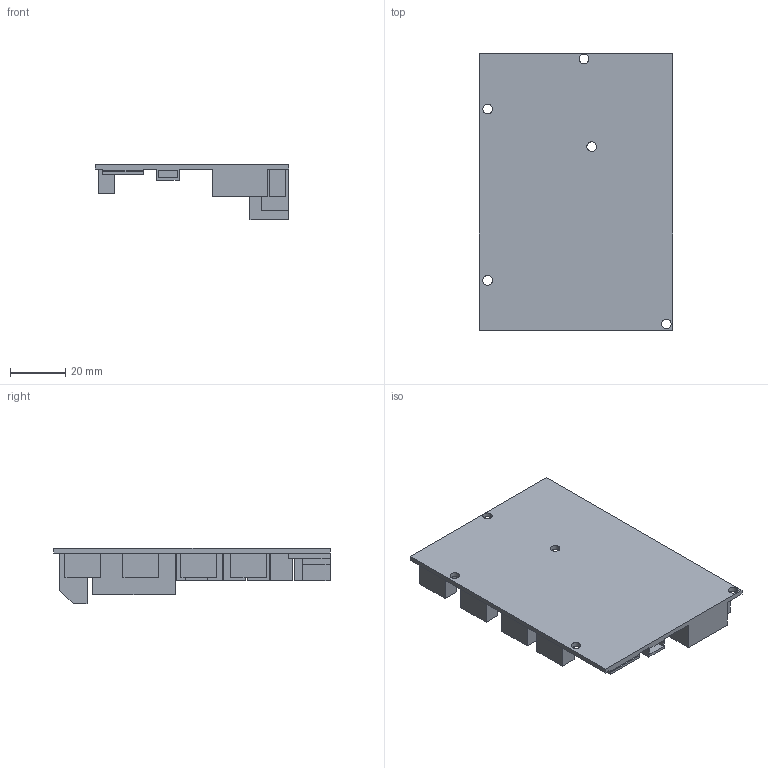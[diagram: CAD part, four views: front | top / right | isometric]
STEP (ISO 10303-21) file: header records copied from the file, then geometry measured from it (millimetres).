
FILE_DESCRIPTION (( 'STEP AP214' ), '1' );
FILE_NAME ('Control panel.step', '2018-06-21T12:57:45', ( 'User' ), ( 'china' ), 'SwSTEP 2.0', 'SolidWorks 2016', '' );
FILE_SCHEMA (( 'AUTOMOTIVE_DESIGN' ));
Length unit declared in the file: millimetre
Products named in the file (1): Control panel
Bounding box: 70 x 100 x 20 mm (x, y, z)
Volume: 21353.6 mm3; surface area: 25647.7 mm2
Topology: 1 solids, 1 shells, 398 faces, 969 edges, 646 vertices
Faces by surface type: plane 384, cylinder 14
Entity records: 11495 total; most frequent: CARTESIAN_POINT 2014, ORIENTED_EDGE 1938, DIRECTION 1795, EDGE_CURVE 969, LINE 941, VECTOR 941, VERTEX_POINT 646, EDGE_LOOP 481
